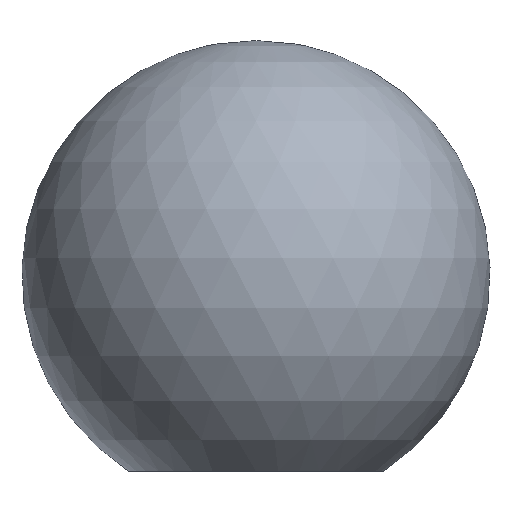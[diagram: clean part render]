
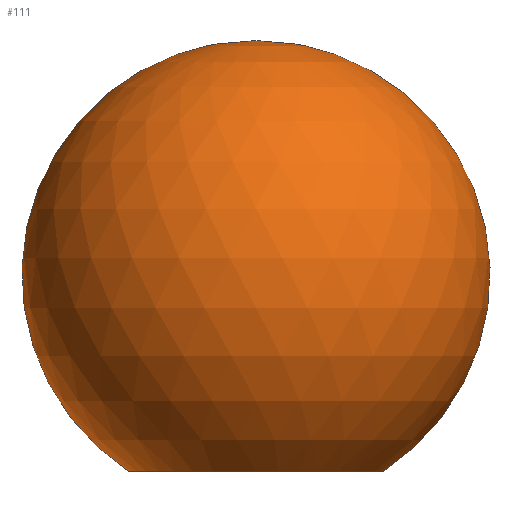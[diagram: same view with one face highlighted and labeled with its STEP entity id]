
A CAD part, front view. The second image highlights one B-rep face of the part: STEP entity #111.
In plain terms, the highlighted spherical face has radius 25 mm.
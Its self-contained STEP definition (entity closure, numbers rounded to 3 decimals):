
#83=EDGE_CURVE('',#89,#179,#215,.T.);
#89=VERTEX_POINT('',#222);
#101=EDGE_CURVE('',#89,#129,#236,.T.);
#111=ADVANCED_FACE('',(#248),#249,.T.);
#129=VERTEX_POINT('',#270);
#161=EDGE_CURVE('',#179,#129,#305,.T.);
#179=VERTEX_POINT('',#323);
#215=CIRCLE('',#352,25.0);
#222=CARTESIAN_POINT('',(13.565,0.,0.));
#236=CIRCLE('',#376,13.565);
#248=FACE_OUTER_BOUND('',#390,.T.);
#249=SPHERICAL_SURFACE('',#391,25.0);
#270=CARTESIAN_POINT('',(-13.565,0.,0.));
#305=CIRCLE('',#460,25.0);
#323=CARTESIAN_POINT('',(0.,0.,46.0));
#352=AXIS2_PLACEMENT_3D('',#520,#521,#522);
#376=AXIS2_PLACEMENT_3D('',#550,#551,#552);
#390=EDGE_LOOP('',(#576,#577,#578));
#391=AXIS2_PLACEMENT_3D('',#579,#580,#581);
#460=AXIS2_PLACEMENT_3D('',#642,#643,#644);
#520=CARTESIAN_POINT('',(0.,0.,21.0));
#521=DIRECTION('',(0.,-1.0,0.0));
#522=DIRECTION('',(0.0,0.0,1.0));
#550=CARTESIAN_POINT('',(0.,0.,0.));
#551=DIRECTION('',(0.0,0.0,-1.0));
#552=DIRECTION('',(1.0,0.,0.0));
#576=ORIENTED_EDGE('',*,*,#161,.T.);
#577=ORIENTED_EDGE('',*,*,#101,.F.);
#578=ORIENTED_EDGE('',*,*,#83,.T.);
#579=CARTESIAN_POINT('',(0.,0.,21.0));
#580=DIRECTION('',(0.0,0.0,-1.0));
#581=DIRECTION('',(-1.0,0.0,0.0));
#642=CARTESIAN_POINT('',(0.,0.,21.0));
#643=DIRECTION('',(0.,-1.0,0.0));
#644=DIRECTION('',(0.0,0.0,1.0));
